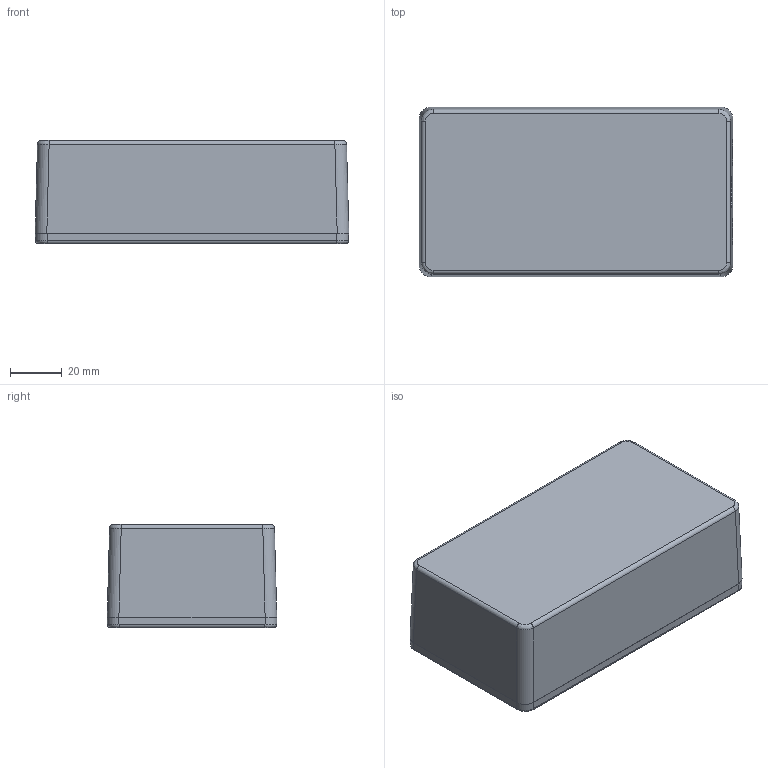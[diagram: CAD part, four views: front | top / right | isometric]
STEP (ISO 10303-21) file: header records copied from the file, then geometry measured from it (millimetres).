
FILE_DESCRIPTION(/* description */ (''),/* implementation_level */ '2;1');
FILE_NAME(/* name */ '1590N1_Drilled_Top.step',/* time_stamp */ '2025-07-26T16:50:13+12:00',/* author */ (''),/* organization */ (''),/* preprocessor_version */ 'ST-DEVELOPER v20.1',/* originating_system */ 'Autodesk Translation Framework v14.10.0.0',/* authorisation */ '');
FILE_SCHEMA (('AUTOMOTIVE_DESIGN { 1 0 10303 214 3 1 1 }'));
Length unit declared in the file: millimetre
Products named in the file (5): 2025-07-26-16-35-04-088; 2025-07-26-16-48-35-954; 2025-07-26-16-48-35-954_1; 2025-07-26-16-48-35-954_2; #9183
Assembly tree (3 placements, depth 3):
  2025-07-26-16-35-04-088
    2025-07-26-16-48-35-954
      2025-07-26-16-48-35-954_1
      2025-07-26-16-48-35-954_2
  #9183
Bounding box: 121.2 x 65.5 x 39.8 mm (x, y, z)
Volume: 63487.4 mm3; surface area: 59334.9 mm2
Topology: 6 solids, 6 shells, 356 faces, 912 edges, 592 vertices
Faces by surface type: plane 187, cylinder 64, bspline 62, cone 39, torus 4
Full cylindrical faces by diameter (mm): 2.642 x4, 3.378 x4, 4 x8, 10 x2, 12 x1
Entity records: 9189 total; most frequent: CARTESIAN_POINT 2415, ORIENTED_EDGE 1434, DIRECTION 1264, EDGE_CURVE 717, VERTEX_POINT 463, LINE 432, VECTOR 432, AXIS2_PLACEMENT_3D 416
